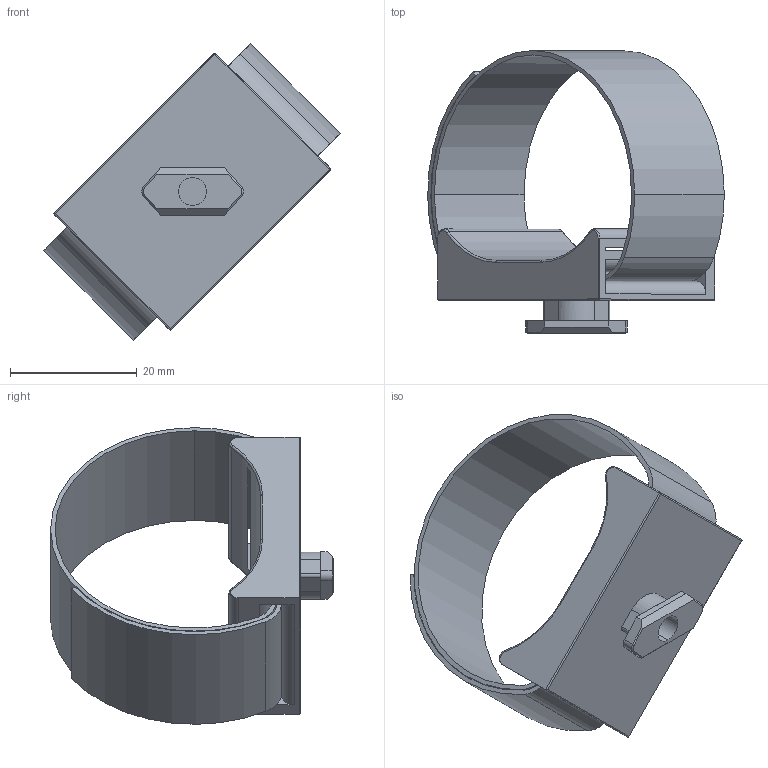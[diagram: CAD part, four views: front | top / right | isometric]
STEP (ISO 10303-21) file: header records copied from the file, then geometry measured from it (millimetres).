
FILE_DESCRIPTION (( 'STEP AP214' ), '1' );
FILE_NAME ('SAFE08H1054.STEP', '2026-02-13T16:06:11', ( '' ), ( '' ), 'SwSTEP 2.0', 'SolidWorks 2021', '' );
FILE_SCHEMA (( 'AUTOMOTIVE_DESIGN' ));
Length unit declared in the file: millimetre
Products named in the file (1): SAFE08H1054
Bounding box: 46.81 x 44.64 x 46.81 mm (x, y, z)
Volume: 8667.3 mm3; surface area: 11334.4 mm2
Topology: 1 solids, 1 shells, 118 faces, 303 edges, 185 vertices
Faces by surface type: cylinder 47, plane 43, bspline 12, torus 10, cone 4, sphere 2
Entity records: 3989 total; most frequent: CARTESIAN_POINT 1106, DIRECTION 612, ORIENTED_EDGE 598, EDGE_CURVE 299, AXIS2_PLACEMENT_3D 228, VERTEX_POINT 185, LINE 156, VECTOR 156
